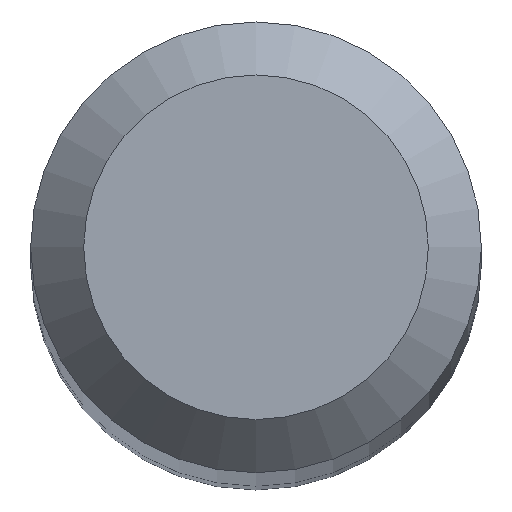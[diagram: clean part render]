
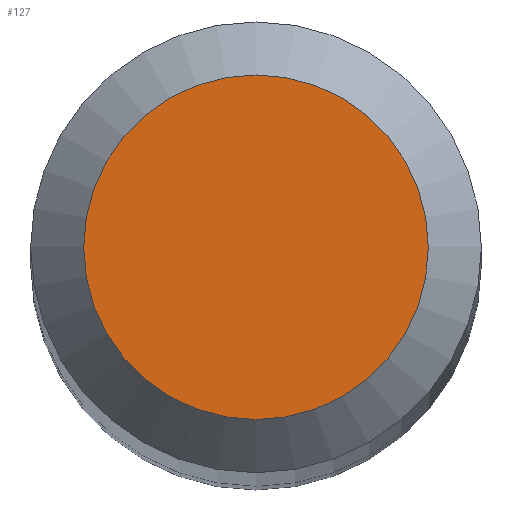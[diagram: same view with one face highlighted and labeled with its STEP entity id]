
A CAD part, top view. The second image highlights one B-rep face of the part: STEP entity #127.
In plain terms, the highlighted planar face has unit normal (0, 0, 1).
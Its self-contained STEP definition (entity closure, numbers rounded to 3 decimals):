
#16 = ORIENTED_EDGE ( 'NONE', *, *, #193, .F. ) ;
#44 = AXIS2_PLACEMENT_3D ( 'NONE', #58, #60, #185 ) ;
#58 = CARTESIAN_POINT ( 'NONE',  ( 0., 0., 38. ) ) ;
#60 = DIRECTION ( 'NONE',  ( 0., 0., -1. ) ) ;
#65 = FACE_OUTER_BOUND ( 'NONE', #152, .T. ) ;
#68 = AXIS2_PLACEMENT_3D ( 'NONE', #116, #128, #117 ) ;
#112 = CIRCLE ( 'NONE', #44, 0.65 ) ;
#116 = CARTESIAN_POINT ( 'NONE',  ( 0., 0., 38. ) ) ;
#117 = DIRECTION ( 'NONE',  ( 0., 1., 0. ) ) ;
#127 = ADVANCED_FACE ( 'NONE', ( #65 ), #145, .F. ) ;
#128 = DIRECTION ( 'NONE',  ( 0., 0., -1. ) ) ;
#144 = VERTEX_POINT ( 'NONE', #183 ) ;
#145 = PLANE ( 'NONE',  #68 ) ;
#152 = EDGE_LOOP ( 'NONE', ( #16 ) ) ;
#183 = CARTESIAN_POINT ( 'NONE',  ( 0., 0.65, 38. ) ) ;
#185 = DIRECTION ( 'NONE',  ( 0., 1., 0. ) ) ;
#193 = EDGE_CURVE ( 'NONE', #144, #144, #112, .T. ) ;
